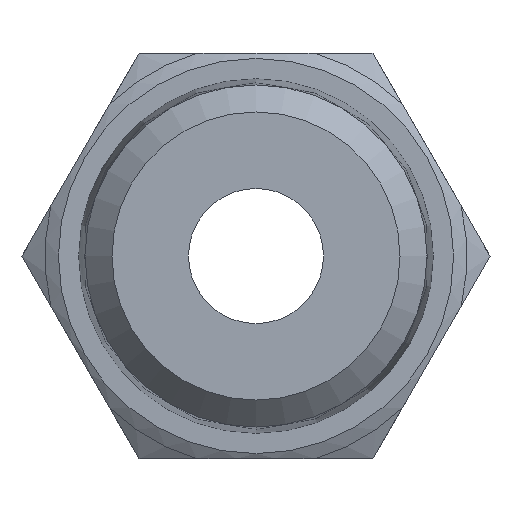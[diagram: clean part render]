
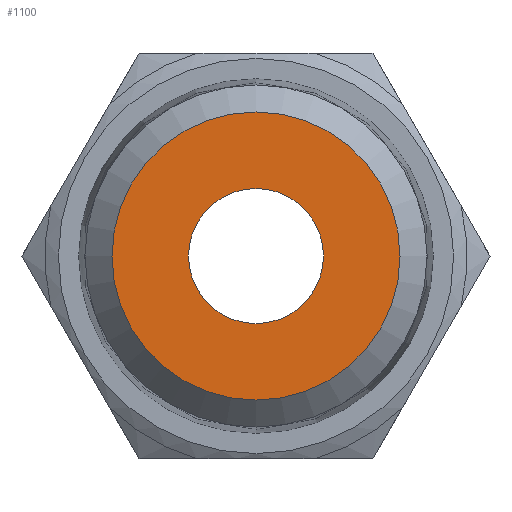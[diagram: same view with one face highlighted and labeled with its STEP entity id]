
A CAD part, front view. The second image highlights one B-rep face of the part: STEP entity #1100.
In plain terms, the highlighted planar face has unit normal (0, -1, 0).
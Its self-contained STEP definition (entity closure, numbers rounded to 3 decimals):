
#230=ORIENTED_EDGE('',*,*,#420,.F.);
#231=ORIENTED_EDGE('',*,*,#421,.T.);
#420=EDGE_CURVE('',#509,#509,#546,.T.);
#421=EDGE_CURVE('',#510,#510,#547,.T.);
#509=VERTEX_POINT('',#1629);
#510=VERTEX_POINT('',#1631);
#546=CIRCLE('',#1175,2.);
#547=CIRCLE('',#1176,4.264);
#588=EDGE_LOOP('',(#230));
#589=EDGE_LOOP('',(#231));
#658=FACE_BOUND('',#588,.T.);
#659=FACE_BOUND('',#589,.T.);
#713=PLANE('',#1174);
#1100=ADVANCED_FACE('',(#658,#659),#713,.T.);
#1174=AXIS2_PLACEMENT_3D('',#1627,#1333,#1334);
#1175=AXIS2_PLACEMENT_3D('',#1628,#1335,#1336);
#1176=AXIS2_PLACEMENT_3D('',#1630,#1337,#1338);
#1333=DIRECTION('',(0.,-1.,0.));
#1334=DIRECTION('',(0.,0.,-1.));
#1335=DIRECTION('',(0.,-1.,0.));
#1336=DIRECTION('',(0.,0.,-1.));
#1337=DIRECTION('',(0.,-1.,0.));
#1338=DIRECTION('',(0.,0.,-1.));
#1627=CARTESIAN_POINT('',(0.,0.,0.));
#1628=CARTESIAN_POINT('',(0.,0.,0.));
#1629=CARTESIAN_POINT('',(0.,0.,-2.));
#1630=CARTESIAN_POINT('',(0.,0.,0.));
#1631=CARTESIAN_POINT('',(0.,0.,-4.264));
